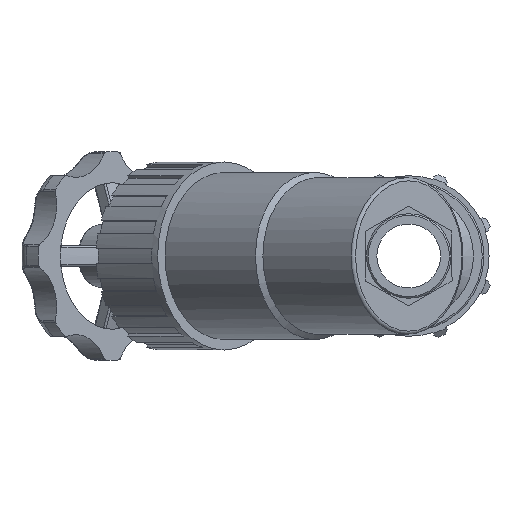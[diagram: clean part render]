
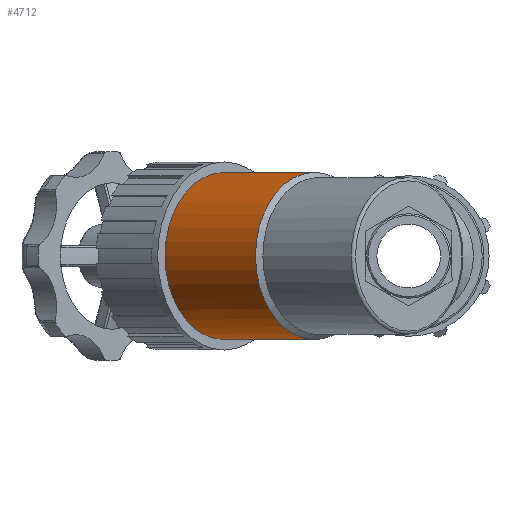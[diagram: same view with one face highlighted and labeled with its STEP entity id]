
A CAD part, left-side view. The second image highlights one B-rep face of the part: STEP entity #4712.
In plain terms, the highlighted cylindrical face has radius 26.136 mm (diameter 52.272 mm), a full revolution.
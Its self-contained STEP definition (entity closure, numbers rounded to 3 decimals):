
#154=B_SPLINE_CURVE_WITH_KNOTS('',3,(#9460,#9461,#9462,#9463,#9464,#9465,
#9466,#9467,#9468,#9469,#9470,#9471,#9472,#9473),.UNSPECIFIED.,.F.,.F.,
(4,2,2,2,2,2,4),(1.998,2.212,2.472,2.733,
2.993,3.253,3.467),.UNSPECIFIED.);
#904=CYLINDRICAL_SURFACE('',#5141,26.136);
#1082=FACE_BOUND('',#1591,.T.);
#1297=FACE_OUTER_BOUND('',#1590,.T.);
#1590=EDGE_LOOP('',(#4083,#4084));
#1591=EDGE_LOOP('',(#4085));
#1882=CIRCLE('',#5140,26.136);
#1883=CIRCLE('',#5142,26.136);
#2276=VERTEX_POINT('',#9448);
#2277=VERTEX_POINT('',#9453);
#2278=VERTEX_POINT('',#9474);
#2917=EDGE_CURVE('',#2276,#2277,#1882,.T.);
#2918=EDGE_CURVE('',#2276,#2277,#154,.T.);
#2919=EDGE_CURVE('',#2278,#2278,#1883,.T.);
#4083=ORIENTED_EDGE('',*,*,#2918,.F.);
#4084=ORIENTED_EDGE('',*,*,#2917,.T.);
#4085=ORIENTED_EDGE('',*,*,#2919,.F.);
#4712=ADVANCED_FACE('',(#1297,#1082),#904,.T.);
#5140=AXIS2_PLACEMENT_3D('',#9458,#6215,#6216);
#5141=AXIS2_PLACEMENT_3D('',#9459,#6217,#6218);
#5142=AXIS2_PLACEMENT_3D('',#9475,#6219,#6220);
#6215=DIRECTION('center_axis',(0.707,0.707,0.));
#6216=DIRECTION('ref_axis',(0.707,-0.707,0.));
#6217=DIRECTION('center_axis',(0.707,0.707,0.));
#6218=DIRECTION('ref_axis',(-0.707,0.707,0.));
#6219=DIRECTION('center_axis',(0.707,0.707,0.));
#6220=DIRECTION('ref_axis',(0.707,-0.707,0.));
#9448=CARTESIAN_POINT('',(9.964,11.544,-6.444));
#9453=CARTESIAN_POINT('',(9.964,11.544,6.444));
#9458=CARTESIAN_POINT('Origin',(-7.946,29.454,0.));
#9459=CARTESIAN_POINT('Origin',(6.203,43.603,0.));
#9460=CARTESIAN_POINT('Ctrl Pts',(9.964,11.544,-6.444));
#9461=CARTESIAN_POINT('Ctrl Pts',(10.433,11.828,-5.934));
#9462=CARTESIAN_POINT('Ctrl Pts',(10.87,12.091,-5.383));
#9463=CARTESIAN_POINT('Ctrl Pts',(11.718,12.596,-4.086));
#9464=CARTESIAN_POINT('Ctrl Pts',(12.103,12.823,-3.321));
#9465=CARTESIAN_POINT('Ctrl Pts',(12.635,13.135,-1.712));
#9466=CARTESIAN_POINT('Ctrl Pts',(12.782,13.221,-0.867));
#9467=CARTESIAN_POINT('Ctrl Pts',(12.782,13.221,0.867));
#9468=CARTESIAN_POINT('Ctrl Pts',(12.635,13.135,1.712));
#9469=CARTESIAN_POINT('Ctrl Pts',(12.103,12.823,3.321));
#9470=CARTESIAN_POINT('Ctrl Pts',(11.718,12.596,4.086));
#9471=CARTESIAN_POINT('Ctrl Pts',(10.87,12.091,5.383));
#9472=CARTESIAN_POINT('Ctrl Pts',(10.433,11.828,5.934));
#9473=CARTESIAN_POINT('Ctrl Pts',(9.964,11.544,6.444));
#9474=CARTESIAN_POINT('',(1.872,76.234,0.));
#9475=CARTESIAN_POINT('Origin',(20.353,57.753,0.));
